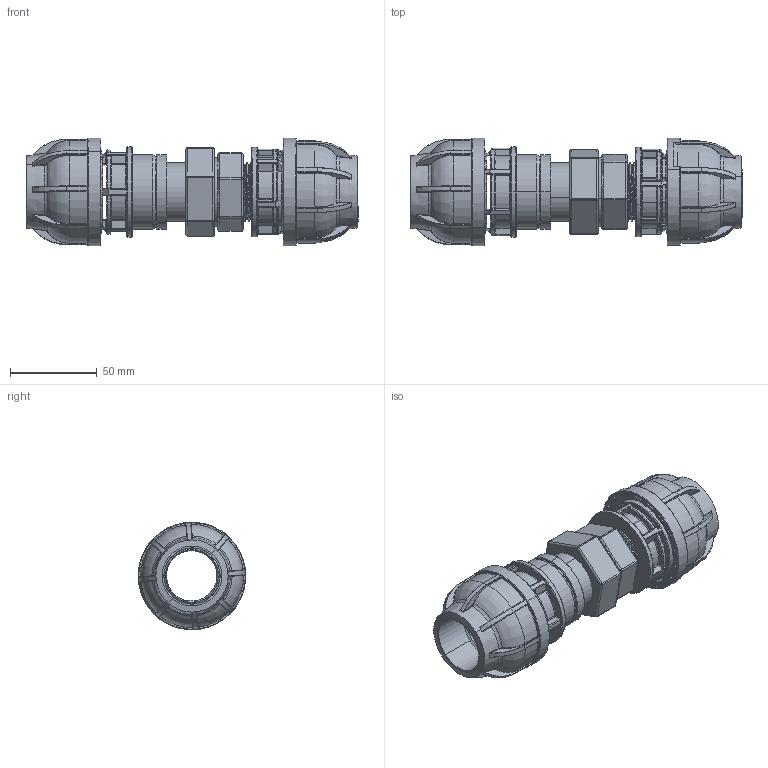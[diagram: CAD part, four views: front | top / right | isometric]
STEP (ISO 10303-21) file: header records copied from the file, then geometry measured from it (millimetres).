
FILE_DESCRIPTION (( 'STEP AP203' ), '1' );
FILE_NAME ('R220.032.001.step', '2013-11-19T09:30:02', ( 'Alusic' ), ( 'Alusic' ), 'SwSTEP 2.0', 'SolidWorks 2011', '' );
FILE_SCHEMA (( 'CONFIG_CONTROL_DESIGN' ));
Length unit declared in the file: millimetre
Products named in the file (1): R220.032.001
Bounding box: 191.42 x 61.98 x 61.98 mm (x, y, z)
Surface area: 69517 mm2 (no closed solid volume)
Topology: 0 solids, 29 shells, 1497 faces, 4944 edges, 3218 vertices
Faces by surface type: cylinder 502, torus 319, plane 291, bspline 281, sphere 72, cone 32
Entity records: 82590 total; most frequent: CARTESIAN_POINT 43989, DIRECTION 7810, ORIENTED_EDGE 7582, EDGE_CURVE 4891, AXIS2_PLACEMENT_3D 3323, VERTEX_POINT 3218, CIRCLE 2106, EDGE_LOOP 1510
